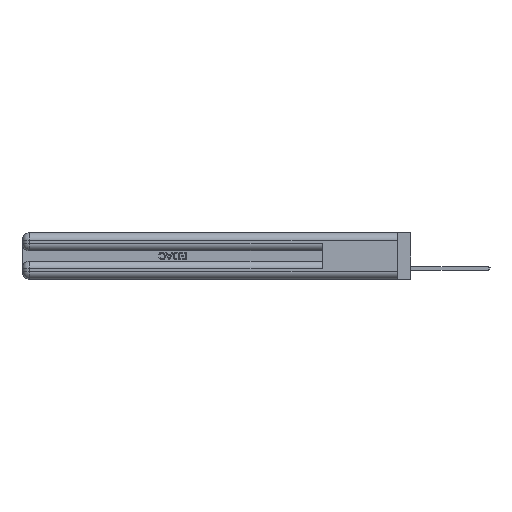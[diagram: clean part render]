
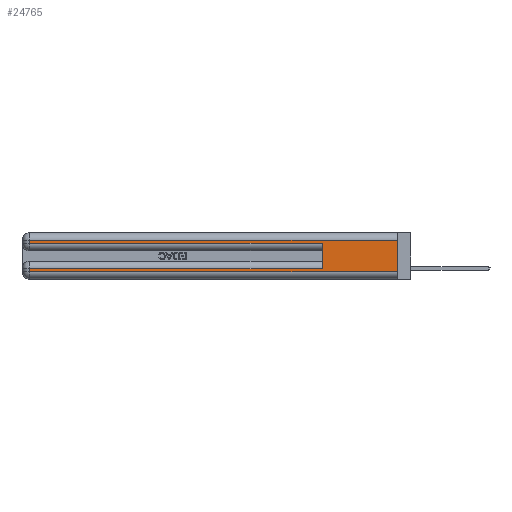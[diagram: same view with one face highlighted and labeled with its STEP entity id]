
A CAD part, left-side view. The second image highlights one B-rep face of the part: STEP entity #24765.
In plain terms, the highlighted planar face has unit normal (-1, 0, 0).
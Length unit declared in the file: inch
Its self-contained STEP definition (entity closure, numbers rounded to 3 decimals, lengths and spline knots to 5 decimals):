
#529 = EDGE_CURVE ( 'NONE', #2313, #12039, #30132, .T. ) ;
#1422 = VERTEX_POINT ( 'NONE', #3887 ) ;
#2313 = VERTEX_POINT ( 'NONE', #39964 ) ;
#2627 = PLANE ( 'NONE',  #12428 ) ;
#3798 = ORIENTED_EDGE ( 'NONE', *, *, #20891, .F. ) ;
#3887 = CARTESIAN_POINT ( 'NONE',  ( 0., 0., 0.06 ) ) ;
#4732 = LINE ( 'NONE', #13288, #26472 ) ;
#7363 = ORIENTED_EDGE ( 'NONE', *, *, #36917, .T. ) ;
#7894 = LINE ( 'NONE', #44958, #35280 ) ;
#7937 = VECTOR ( 'NONE', #22626, 39.37008 ) ;
#8138 = ORIENTED_EDGE ( 'NONE', *, *, #529, .T. ) ;
#12039 = VERTEX_POINT ( 'NONE', #36975 ) ;
#12338 = LINE ( 'NONE', #25124, #39613 ) ;
#12428 = AXIS2_PLACEMENT_3D ( 'NONE', #16351, #13870, #20729 ) ;
#12839 = DIRECTION ( 'NONE',  ( 0., 0., -1. ) ) ;
#13210 = CARTESIAN_POINT ( 'NONE',  ( 0., 2.94, 0.285 ) ) ;
#13288 = CARTESIAN_POINT ( 'NONE',  ( 0., 0., 0.085 ) ) ;
#13870 = DIRECTION ( 'NONE',  ( 1., 0., 0. ) ) ;
#14484 = DIRECTION ( 'NONE',  ( 0., 0., -1. ) ) ;
#15803 = ORIENTED_EDGE ( 'NONE', *, *, #25400, .T. ) ;
#16351 = CARTESIAN_POINT ( 'NONE',  ( 0., 0., 0.37 ) ) ;
#16781 = VECTOR ( 'NONE', #43591, 39.37008 ) ;
#17497 = CARTESIAN_POINT ( 'NONE',  ( 0., 2.94, 0.37 ) ) ;
#20010 = ORIENTED_EDGE ( 'NONE', *, *, #35751, .T. ) ;
#20639 = VERTEX_POINT ( 'NONE', #24399 ) ;
#20729 = DIRECTION ( 'NONE',  ( 0., 0., -1. ) ) ;
#20891 = EDGE_CURVE ( 'NONE', #2313, #1422, #25561, .T. ) ;
#21352 = CARTESIAN_POINT ( 'NONE',  ( 0., 0., 0.37 ) ) ;
#21880 = CARTESIAN_POINT ( 'NONE',  ( 0., 0.6, 0.085 ) ) ;
#22626 = DIRECTION ( 'NONE',  ( 0., -1., 0. ) ) ;
#22703 = CARTESIAN_POINT ( 'NONE',  ( 0., 0.6, 0.145 ) ) ;
#23815 = ORIENTED_EDGE ( 'NONE', *, *, #41721, .T. ) ;
#24392 = VERTEX_POINT ( 'NONE', #21880 ) ;
#24399 = CARTESIAN_POINT ( 'NONE',  ( 0., 0.6, 0.285 ) ) ;
#24765 = ADVANCED_FACE ( 'NONE', ( #27484 ), #2627, .F. ) ;
#25124 = CARTESIAN_POINT ( 'NONE',  ( 0., 0., 0.285 ) ) ;
#25400 = EDGE_CURVE ( 'NONE', #12039, #28062, #7894, .T. ) ;
#25561 = LINE ( 'NONE', #21352, #38984 ) ;
#25706 = ORIENTED_EDGE ( 'NONE', *, *, #35622, .T. ) ;
#26472 = VECTOR ( 'NONE', #41794, 39.37008 ) ;
#27484 = FACE_OUTER_BOUND ( 'NONE', #36324, .T. ) ;
#27808 = ORIENTED_EDGE ( 'NONE', *, *, #31358, .F. ) ;
#28062 = VERTEX_POINT ( 'NONE', #13210 ) ;
#29675 = CARTESIAN_POINT ( 'NONE',  ( 0., 0., 0.06 ) ) ;
#30132 = LINE ( 'NONE', #36293, #16781 ) ;
#31273 = CARTESIAN_POINT ( 'NONE',  ( 0., 2.94, 0.06 ) ) ;
#31358 = EDGE_CURVE ( 'NONE', #24392, #20639, #45241, .T. ) ;
#35280 = VECTOR ( 'NONE', #12839, 39.37008 ) ;
#35622 = EDGE_CURVE ( 'NONE', #41073, #1422, #39154, .T. ) ;
#35751 = EDGE_CURVE ( 'NONE', #41701, #41073, #42000, .T. ) ;
#36293 = CARTESIAN_POINT ( 'NONE',  ( 0., 0., 0.31 ) ) ;
#36324 = EDGE_LOOP ( 'NONE', ( #3798, #8138, #15803, #7363, #27808, #23815, #20010, #25706 ) ) ;
#36917 = EDGE_CURVE ( 'NONE', #28062, #20639, #12338, .T. ) ;
#36975 = CARTESIAN_POINT ( 'NONE',  ( 0., 2.94, 0.31 ) ) ;
#37392 = VECTOR ( 'NONE', #43908, 39.37008 ) ;
#38034 = DIRECTION ( 'NONE',  ( 0., 0., -1. ) ) ;
#38984 = VECTOR ( 'NONE', #14484, 39.37008 ) ;
#39154 = LINE ( 'NONE', #29675, #7937 ) ;
#39592 = DIRECTION ( 'NONE',  ( 0., -1., 0. ) ) ;
#39613 = VECTOR ( 'NONE', #39592, 39.37008 ) ;
#39964 = CARTESIAN_POINT ( 'NONE',  ( 0., 0., 0.31 ) ) ;
#41073 = VERTEX_POINT ( 'NONE', #31273 ) ;
#41640 = CARTESIAN_POINT ( 'NONE',  ( 0., 2.94, 0.085 ) ) ;
#41701 = VERTEX_POINT ( 'NONE', #41640 ) ;
#41721 = EDGE_CURVE ( 'NONE', #24392, #41701, #4732, .T. ) ;
#41794 = DIRECTION ( 'NONE',  ( 0., 1., 0. ) ) ;
#42000 = LINE ( 'NONE', #17497, #43599 ) ;
#43591 = DIRECTION ( 'NONE',  ( 0., 1., 0. ) ) ;
#43599 = VECTOR ( 'NONE', #38034, 39.37008 ) ;
#43908 = DIRECTION ( 'NONE',  ( 0., 0., 1. ) ) ;
#44958 = CARTESIAN_POINT ( 'NONE',  ( 0., 2.94, 0.37 ) ) ;
#45241 = LINE ( 'NONE', #22703, #37392 ) ;
